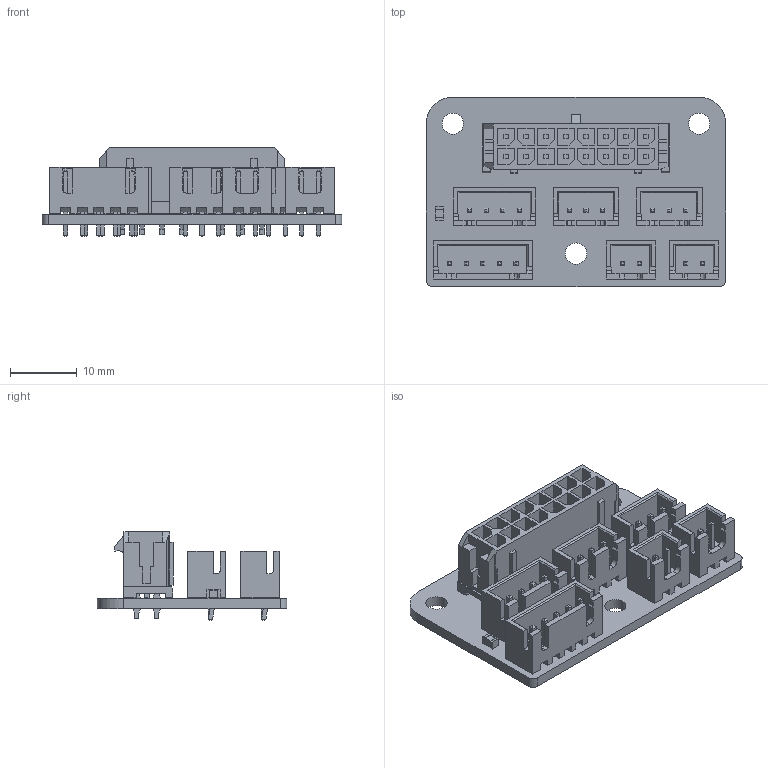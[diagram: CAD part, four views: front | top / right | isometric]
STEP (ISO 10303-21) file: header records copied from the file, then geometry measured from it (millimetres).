
FILE_DESCRIPTION(('KiCad electronic assembly'),'2;1');
FILE_NAME('toolhead-board.step','2022-03-30T20:19:37',('An Author'),( 'A Company'),'Open CASCADE STEP processor 6.9', 'KiCad to STEP converter','Unknown');
FILE_SCHEMA(('AUTOMOTIVE_DESIGN { 1 0 10303 214 1 1 1 1 }'));
Length unit declared in the file: millimetre
Products named in the file (14): Open CASCADE STEP translator 6.9 1; JST_XH_B03B-XH-A_1x03_P2.50mm_Vertical; SOLID; microfit-16; COMPOUND; JST_XH_B02B-XH-A_1x02_P2.50mm_Vertical; JST_XH_B04B-XH-A_1x04_P2.50mm_Vertical; JST_XH_B05B-XH-A_1x05_P2.50mm_Vertical; C_0805_2012Metric
Assembly tree (15 placements, depth 3):
  Open CASCADE STEP translator 6.9 1
    JST_XH_B03B-XH-A_1x03_P2.50mm_Vertical  x2
      SOLID
    microfit-16
      COMPOUND
    JST_XH_B02B-XH-A_1x02_P2.50mm_Vertical  x2
      SOLID
    JST_XH_B04B-XH-A_1x04_P2.50mm_Vertical
      SOLID
    JST_XH_B05B-XH-A_1x05_P2.50mm_Vertical
      SOLID
    C_0805_2012Metric
      SOLID
    COMPOUND
Bounding box: 45 x 28.5 x 13.36 mm (x, y, z)
Volume: 4348.6 mm3; surface area: 8743.4 mm2
Topology: 9 solids, 9 shells, 1184 faces, 3141 edges, 2112 vertices
Faces by surface type: plane 1063, cylinder 117, cone 4
Full cylindrical faces by diameter (mm): 0.95 x15, 1 x4, 1.005 x16, 1.02 x2, 3.2 x3
Entity records: 67288 total; most frequent: CARTESIAN_POINT 10691, DIRECTION 9905, LINE 7209, VECTOR 7209, ORIENTED_EDGE 5096, PCURVE 5096, DEFINITIONAL_REPRESENTATION 5096, EDGE_CURVE 2548
